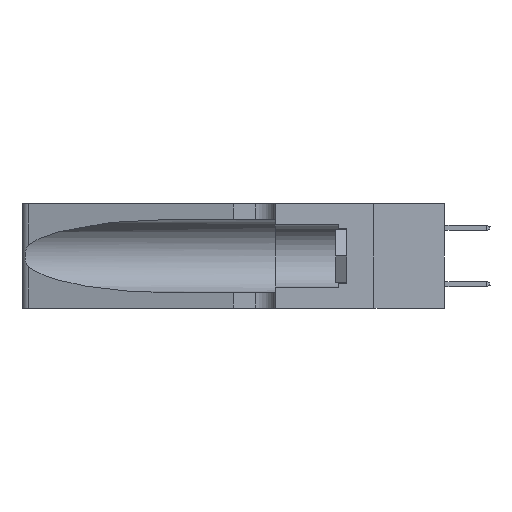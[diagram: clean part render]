
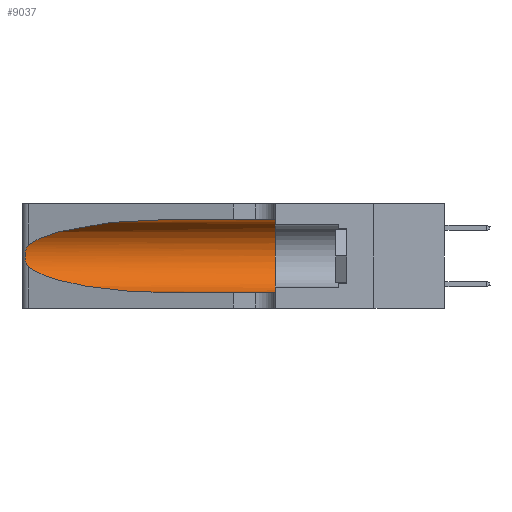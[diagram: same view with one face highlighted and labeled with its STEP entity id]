
A CAD part, left-side view. The second image highlights one B-rep face of the part: STEP entity #9037.
In plain terms, the highlighted cylindrical face has radius 3.308 mm (diameter 6.617 mm), a partial arc.
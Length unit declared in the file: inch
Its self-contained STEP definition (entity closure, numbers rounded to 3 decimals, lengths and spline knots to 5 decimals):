
#163 = VERTEX_POINT ( 'NONE', #20534 ) ;
#1462 = CARTESIAN_POINT ( 'NONE',  ( 0.25555, 1.22994, 0.2215 ) ) ;
#1633 = CARTESIAN_POINT ( 'NONE',  ( 0.25555, 1.22993, 0.14849 ) ) ;
#1929 = ORIENTED_EDGE ( 'NONE', *, *, #28429, .T. ) ;
#4137 = DIRECTION ( 'NONE',  ( 0., 1., 0. ) ) ;
#4842 = ORIENTED_EDGE ( 'NONE', *, *, #17912, .F. ) ;
#5263 = B_SPLINE_CURVE_WITH_KNOTS ( 'NONE', 3,
 ( #26655, #1462, #30271, #8780, #33790, #12410, #37349, #16027, #40899, #19633, #44413, #23214, #1633, #26806 ),
 .UNSPECIFIED., .F., .F.,
 ( 4, 2, 2, 2, 2, 2, 4 ),
 ( 0., 0.00027, 0.00053, 0.00107, 0.0016, 0.00187, 0.00214 ),
 .UNSPECIFIED. ) ;
#6172 = DIRECTION ( 'NONE',  ( 0., -1., 0. ) ) ;
#6882 = CARTESIAN_POINT ( 'NONE',  ( 0.25487, 1.22718, 0.14631 ) ) ;
#6909 = CIRCLE ( 'NONE', #21044, 0.13025 ) ;
#7749 = CYLINDRICAL_SURFACE ( 'NONE', #29621, 0.13025 ) ;
#7952 = VERTEX_POINT ( 'NONE', #6882 ) ;
#8405 = CARTESIAN_POINT ( 'NONE',  ( 0.2373, 1.15595, 0.28018 ) ) ;
#8780 = CARTESIAN_POINT ( 'NONE',  ( 0.25787, 1.23484, 0.2124 ) ) ;
#8913 = FACE_OUTER_BOUND ( 'NONE', #45889, .T. ) ;
#9037 = ADVANCED_FACE ( 'NONE', ( #8913 ), #7749, .F. ) ;
#9905 = ORIENTED_EDGE ( 'NONE', *, *, #30864, .T. ) ;
#11359 = CARTESIAN_POINT ( 'NONE',  ( 0.25487, 1.22718, 0.14631 ) ) ;
#11522 = CARTESIAN_POINT ( 'NONE',  ( 0.1305, 0.72297, 0.31525 ) ) ;
#12410 = CARTESIAN_POINT ( 'NONE',  ( 0.26018, 1.23835, 0.19895 ) ) ;
#13582 = VERTEX_POINT ( 'NONE', #39880 ) ;
#15498 = CARTESIAN_POINT ( 'NONE',  ( 0.1305, 0.72297, 0.31525 ) ) ;
#16027 = CARTESIAN_POINT ( 'NONE',  ( 0.26075, 1.23896, 0.178 ) ) ;
#16107 = CARTESIAN_POINT ( 'NONE',  ( 0.1305, 1.61858, 0.185 ) ) ;
#16674 = ORIENTED_EDGE ( 'NONE', *, *, #26658, .F. ) ;
#16908 = CARTESIAN_POINT ( 'NONE',  ( 0.1305, 1.61858, 0.31525 ) ) ;
#17912 = EDGE_CURVE ( 'NONE', #22158, #20082, #23052, .T. ) ;
#19633 = CARTESIAN_POINT ( 'NONE',  ( 0.25856, 1.23593, 0.16098 ) ) ;
#19714 = DIRECTION ( 'NONE',  ( 0., -1., 0. ) ) ;
#20082 = VERTEX_POINT ( 'NONE', #46103 ) ;
#20534 = CARTESIAN_POINT ( 'NONE',  ( 0.1305, 0.72297, 0.05475 ) ) ;
#21044 = AXIS2_PLACEMENT_3D ( 'NONE', #25662, #4137, #29265 ) ;
#21996 =( BOUNDED_CURVE ( )  B_SPLINE_CURVE ( 3, ( #15498, #22703, #8405, #33428 ),
 .UNSPECIFIED., .F., .F. ) 
 B_SPLINE_CURVE_WITH_KNOTS ( ( 4, 4 ),
 ( 1.5708, 2.84003 ),
 .UNSPECIFIED. ) 
 CURVE ( )  GEOMETRIC_REPRESENTATION_ITEM ( )  RATIONAL_B_SPLINE_CURVE ( ( 1., 0.87, 0.87, 1. ) ) 
 REPRESENTATION_ITEM ( '' )  );
#22158 = VERTEX_POINT ( 'NONE', #11522 ) ;
#22173 = CARTESIAN_POINT ( 'NONE',  ( 0.1305, 0.72297, 0.05475 ) ) ;
#22703 = CARTESIAN_POINT ( 'NONE',  ( 0.18966, 0.96281, 0.31525 ) ) ;
#23010 = VERTEX_POINT ( 'NONE', #33921 ) ;
#23052 = LINE ( 'NONE', #16908, #40809 ) ;
#23214 = CARTESIAN_POINT ( 'NONE',  ( 0.25639, 1.23186, 0.15144 ) ) ;
#24147 = EDGE_CURVE ( 'NONE', #7952, #163, #30317, .T. ) ;
#24310 = VECTOR ( 'NONE', #29056, 39.37008 ) ;
#25464 = CARTESIAN_POINT ( 'NONE',  ( 0.1305, 1.61858, 0.05475 ) ) ;
#25662 = CARTESIAN_POINT ( 'NONE',  ( 0.1305, 0.35, 0.185 ) ) ;
#26655 = CARTESIAN_POINT ( 'NONE',  ( 0.25487, 1.22718, 0.22369 ) ) ;
#26658 = EDGE_CURVE ( 'NONE', #20082, #23010, #6909, .T. ) ;
#26806 = CARTESIAN_POINT ( 'NONE',  ( 0.25487, 1.22718, 0.14631 ) ) ;
#27818 = ORIENTED_EDGE ( 'NONE', *, *, #24147, .T. ) ;
#28429 = EDGE_CURVE ( 'NONE', #22158, #13582, #21996, .T. ) ;
#29056 = DIRECTION ( 'NONE',  ( 0., -1., 0. ) ) ;
#29195 = CARTESIAN_POINT ( 'NONE',  ( 0.2373, 1.15595, 0.08982 ) ) ;
#29265 = DIRECTION ( 'NONE',  ( 0., 0., 1. ) ) ;
#29621 = AXIS2_PLACEMENT_3D ( 'NONE', #16107, #19714, #44488 ) ;
#30271 = CARTESIAN_POINT ( 'NONE',  ( 0.25639, 1.23184, 0.21858 ) ) ;
#30317 =( BOUNDED_CURVE ( )  B_SPLINE_CURVE ( 3, ( #11359, #29195, #43360, #22173 ),
 .UNSPECIFIED., .F., .T. ) 
 B_SPLINE_CURVE_WITH_KNOTS ( ( 4, 4 ),
 ( 3.44316, 4.71239 ),
 .UNSPECIFIED. ) 
 CURVE ( )  GEOMETRIC_REPRESENTATION_ITEM ( )  RATIONAL_B_SPLINE_CURVE ( ( 1., 0.87, 0.87, 1. ) ) 
 REPRESENTATION_ITEM ( '' )  );
#30864 = EDGE_CURVE ( 'NONE', #163, #23010, #40962, .T. ) ;
#32155 = EDGE_CURVE ( 'NONE', #13582, #7952, #5263, .T. ) ;
#33428 = CARTESIAN_POINT ( 'NONE',  ( 0.25487, 1.22718, 0.22369 ) ) ;
#33790 = CARTESIAN_POINT ( 'NONE',  ( 0.25854, 1.2359, 0.20912 ) ) ;
#33921 = CARTESIAN_POINT ( 'NONE',  ( 0.1305, 0.35, 0.05475 ) ) ;
#37349 = CARTESIAN_POINT ( 'NONE',  ( 0.26075, 1.23896, 0.19203 ) ) ;
#39880 = CARTESIAN_POINT ( 'NONE',  ( 0.25487, 1.22718, 0.22369 ) ) ;
#40809 = VECTOR ( 'NONE', #6172, 39.37008 ) ;
#40899 = CARTESIAN_POINT ( 'NONE',  ( 0.26017, 1.23833, 0.17102 ) ) ;
#40962 = LINE ( 'NONE', #25464, #24310 ) ;
#43278 = ORIENTED_EDGE ( 'NONE', *, *, #32155, .T. ) ;
#43360 = CARTESIAN_POINT ( 'NONE',  ( 0.18966, 0.96281, 0.05475 ) ) ;
#44413 = CARTESIAN_POINT ( 'NONE',  ( 0.25789, 1.23486, 0.15765 ) ) ;
#44488 = DIRECTION ( 'NONE',  ( 0., 0., -1. ) ) ;
#45889 = EDGE_LOOP ( 'NONE', ( #1929, #43278, #27818, #9905, #16674, #4842 ) ) ;
#46103 = CARTESIAN_POINT ( 'NONE',  ( 0.1305, 0.35, 0.31525 ) ) ;
